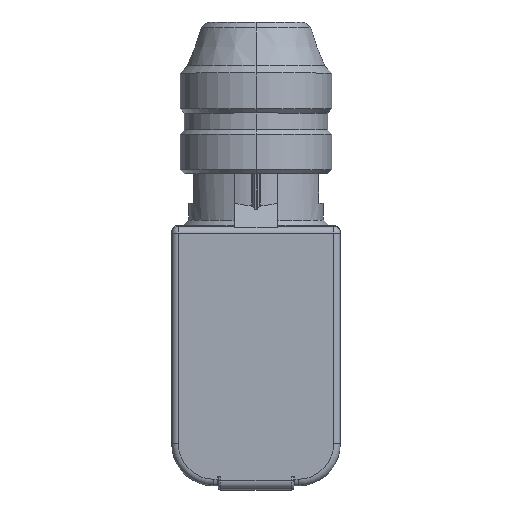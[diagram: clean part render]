
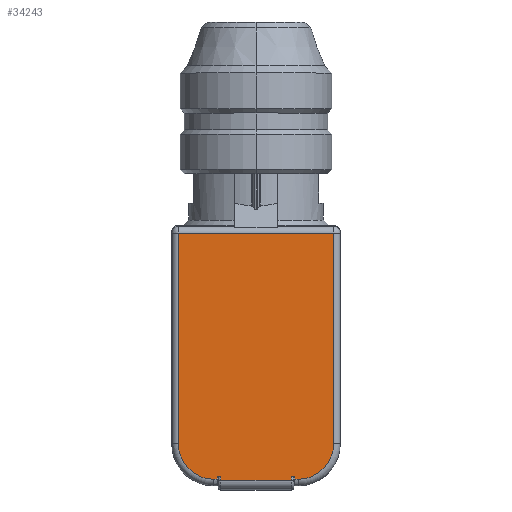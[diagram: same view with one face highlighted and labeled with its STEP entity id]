
A CAD part, top view. The second image highlights one B-rep face of the part: STEP entity #34243.
In plain terms, the highlighted planar face has unit normal (0, 0, 1).
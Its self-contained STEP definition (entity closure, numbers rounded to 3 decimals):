
#34167=AXIS2_PLACEMENT_3D('Circle Axis2P3D',#34165,#34166,$) ;
#34196=AXIS2_PLACEMENT_3D('Plane Axis2P3D',#34193,#34194,#34195) ;
#34214=AXIS2_PLACEMENT_3D('Circle Axis2P3D',#34212,#34213,$) ;
#32010=CARTESIAN_POINT('Vertex',(0.8,30.45,42.7)) ;
#32017=CARTESIAN_POINT('Vertex',(0.8,5.45,42.7)) ;
#32020=CARTESIAN_POINT('Line Origine',(0.8,20.85,42.7)) ;
#32720=CARTESIAN_POINT('Vertex',(19.2,5.45,42.7)) ;
#32727=CARTESIAN_POINT('Vertex',(19.2,30.45,42.7)) ;
#32730=CARTESIAN_POINT('Line Origine',(19.2,20.85,42.7)) ;
#33118=CARTESIAN_POINT('Vertex',(14.6,1.55,42.7)) ;
#33121=CARTESIAN_POINT('Line Origine',(14.4,1.55,42.7)) ;
#33125=CARTESIAN_POINT('Vertex',(14.2,1.55,42.7)) ;
#33155=CARTESIAN_POINT('Line Origine',(14.2,0.6,42.7)) ;
#33159=CARTESIAN_POINT('Vertex',(14.2,1.1,42.7)) ;
#33254=CARTESIAN_POINT('Line Origine',(5.5,1.1,42.7)) ;
#33258=CARTESIAN_POINT('Vertex',(5.8,1.1,42.7)) ;
#33391=CARTESIAN_POINT('Line Origine',(5.8,1.7,42.7)) ;
#33395=CARTESIAN_POINT('Vertex',(5.8,1.55,42.7)) ;
#33424=CARTESIAN_POINT('Line Origine',(5.6,1.55,42.7)) ;
#33428=CARTESIAN_POINT('Vertex',(5.4,1.55,42.7)) ;
#34097=CARTESIAN_POINT('Line Origine',(5.4,1.4,42.7)) ;
#34101=CARTESIAN_POINT('Vertex',(5.4,1.25,42.7)) ;
#34162=CARTESIAN_POINT('Vertex',(5.,1.25,42.7)) ;
#34165=CARTESIAN_POINT('Axis2P3D Location',(5.,5.45,42.7)) ;
#34193=CARTESIAN_POINT('Axis2P3D Location',(14.5,1.7,42.7)) ;
#34198=CARTESIAN_POINT('Line Origine',(14.6,1.4,42.7)) ;
#34202=CARTESIAN_POINT('Vertex',(14.6,1.25,42.7)) ;
#34205=CARTESIAN_POINT('Line Origine',(14.8,1.25,42.7)) ;
#34209=CARTESIAN_POINT('Vertex',(15.,1.25,42.7)) ;
#34212=CARTESIAN_POINT('Axis2P3D Location',(15.,5.45,42.7)) ;
#34217=CARTESIAN_POINT('Line Origine',(10.,30.45,42.7)) ;
#34222=CARTESIAN_POINT('Line Origine',(5.2,1.25,42.7)) ;
#32021=DIRECTION('Vector Direction',(0.,-1.,0.)) ;
#32731=DIRECTION('Vector Direction',(0.,-1.,0.)) ;
#33122=DIRECTION('Vector Direction',(-1.,0.,0.)) ;
#33156=DIRECTION('Vector Direction',(0.,-1.,0.)) ;
#33255=DIRECTION('Vector Direction',(-1.,0.,0.)) ;
#33392=DIRECTION('Vector Direction',(0.,-1.,0.)) ;
#33425=DIRECTION('Vector Direction',(-1.,0.,0.)) ;
#34098=DIRECTION('Vector Direction',(0.,1.,0.)) ;
#34166=DIRECTION('Axis2P3D Direction',(0.,-0.,1.)) ;
#34194=DIRECTION('Axis2P3D Direction',(-0.,0.,1.)) ;
#34195=DIRECTION('Axis2P3D XDirection',(0.,-1.,0.)) ;
#34199=DIRECTION('Vector Direction',(0.,1.,0.)) ;
#34206=DIRECTION('Vector Direction',(1.,0.,0.)) ;
#34213=DIRECTION('Axis2P3D Direction',(-0.,0.,1.)) ;
#34218=DIRECTION('Vector Direction',(1.,0.,0.)) ;
#34223=DIRECTION('Vector Direction',(1.,0.,0.)) ;
#32022=VECTOR('Line Direction',#32021,1.) ;
#32732=VECTOR('Line Direction',#32731,1.) ;
#33123=VECTOR('Line Direction',#33122,1.) ;
#33157=VECTOR('Line Direction',#33156,1.) ;
#33256=VECTOR('Line Direction',#33255,1.) ;
#33393=VECTOR('Line Direction',#33392,1.) ;
#33426=VECTOR('Line Direction',#33425,1.) ;
#34099=VECTOR('Line Direction',#34098,1.) ;
#34200=VECTOR('Line Direction',#34199,1.) ;
#34207=VECTOR('Line Direction',#34206,1.) ;
#34219=VECTOR('Line Direction',#34218,1.) ;
#34224=VECTOR('Line Direction',#34223,1.) ;
#34228=ORIENTED_EDGE('',*,*,#33430,.F.) ;
#34229=ORIENTED_EDGE('',*,*,#33397,.T.) ;
#34230=ORIENTED_EDGE('',*,*,#33260,.T.) ;
#34231=ORIENTED_EDGE('',*,*,#33161,.T.) ;
#34232=ORIENTED_EDGE('',*,*,#33127,.F.) ;
#34233=ORIENTED_EDGE('',*,*,#34204,.F.) ;
#34234=ORIENTED_EDGE('',*,*,#34211,.T.) ;
#34235=ORIENTED_EDGE('',*,*,#34216,.T.) ;
#34236=ORIENTED_EDGE('',*,*,#32734,.T.) ;
#34237=ORIENTED_EDGE('',*,*,#34221,.F.) ;
#34238=ORIENTED_EDGE('',*,*,#32024,.T.) ;
#34239=ORIENTED_EDGE('',*,*,#34169,.T.) ;
#34240=ORIENTED_EDGE('',*,*,#34226,.T.) ;
#34241=ORIENTED_EDGE('',*,*,#34103,.T.) ;
#34243=ADVANCED_FACE('Hauptk\X2\00F6\X0\rper',(#34242),#34197,.T.) ;
#34168=CIRCLE('generated circle',#34167,4.2) ;
#34215=CIRCLE('generated circle',#34214,4.2) ;
#32024=EDGE_CURVE('',#32011,#32018,#32023,.T.) ;
#32734=EDGE_CURVE('',#32721,#32728,#32733,.F.) ;
#33127=EDGE_CURVE('',#33119,#33126,#33124,.T.) ;
#33161=EDGE_CURVE('',#33160,#33126,#33158,.F.) ;
#33260=EDGE_CURVE('',#33259,#33160,#33257,.F.) ;
#33397=EDGE_CURVE('',#33396,#33259,#33394,.T.) ;
#33430=EDGE_CURVE('',#33396,#33429,#33427,.T.) ;
#34103=EDGE_CURVE('',#34102,#33429,#34100,.T.) ;
#34169=EDGE_CURVE('',#32018,#34163,#34168,.T.) ;
#34204=EDGE_CURVE('',#34203,#33119,#34201,.T.) ;
#34211=EDGE_CURVE('',#34203,#34210,#34208,.T.) ;
#34216=EDGE_CURVE('',#34210,#32721,#34215,.T.) ;
#34221=EDGE_CURVE('',#32011,#32728,#34220,.T.) ;
#34226=EDGE_CURVE('',#34163,#34102,#34225,.T.) ;
#34227=EDGE_LOOP('',(#34228,#34229,#34230,#34231,#34232,#34233,#34234,#34235,#34236,#34237,#34238,#34239,#34240,#34241)) ;
#34242=FACE_OUTER_BOUND('',#34227,.T.) ;
#32023=LINE('Line',#32020,#32022) ;
#32733=LINE('Line',#32730,#32732) ;
#33124=LINE('Line',#33121,#33123) ;
#33158=LINE('Line',#33155,#33157) ;
#33257=LINE('Line',#33254,#33256) ;
#33394=LINE('Line',#33391,#33393) ;
#33427=LINE('Line',#33424,#33426) ;
#34100=LINE('Line',#34097,#34099) ;
#34201=LINE('Line',#34198,#34200) ;
#34208=LINE('Line',#34205,#34207) ;
#34220=LINE('Line',#34217,#34219) ;
#34225=LINE('Line',#34222,#34224) ;
#34197=PLANE('',#34196) ;
#32011=VERTEX_POINT('',#32010) ;
#32018=VERTEX_POINT('',#32017) ;
#32721=VERTEX_POINT('',#32720) ;
#32728=VERTEX_POINT('',#32727) ;
#33119=VERTEX_POINT('',#33118) ;
#33126=VERTEX_POINT('',#33125) ;
#33160=VERTEX_POINT('',#33159) ;
#33259=VERTEX_POINT('',#33258) ;
#33396=VERTEX_POINT('',#33395) ;
#33429=VERTEX_POINT('',#33428) ;
#34102=VERTEX_POINT('',#34101) ;
#34163=VERTEX_POINT('',#34162) ;
#34203=VERTEX_POINT('',#34202) ;
#34210=VERTEX_POINT('',#34209) ;
